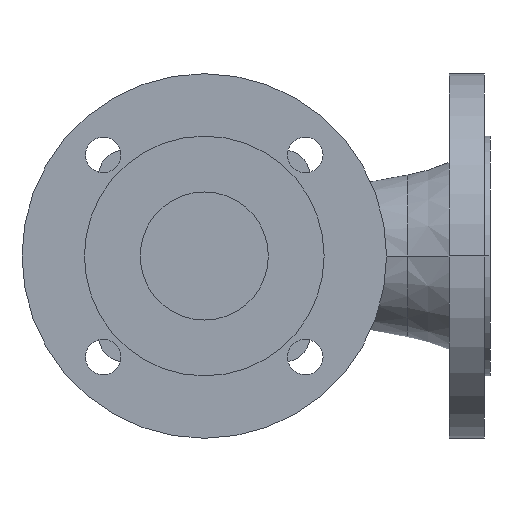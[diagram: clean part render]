
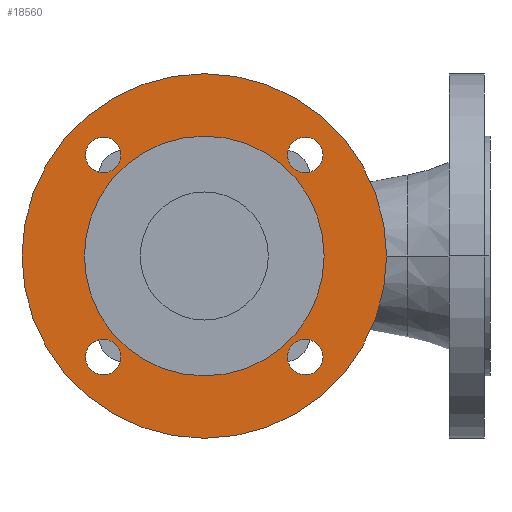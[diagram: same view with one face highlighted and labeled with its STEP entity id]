
A CAD part, front view. The second image highlights one B-rep face of the part: STEP entity #18560.
In plain terms, the highlighted planar face has unit normal (0, -1, 0).
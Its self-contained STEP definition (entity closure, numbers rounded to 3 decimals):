
#2470=CARTESIAN_POINT('',(60.85,3.,0.));
#2480=VERTEX_POINT('',#2470);
#2640=CARTESIAN_POINT('',(-60.85,3.,0.)
);
#2650=VERTEX_POINT('',#2640);
#2680=CARTESIAN_POINT('',(0.,3.,0.));
#2690=DIRECTION('',(0.,-1.,-0.));
#2700=DIRECTION('',(-1.,0.,0.));
#2710=AXIS2_PLACEMENT_3D('',#2680,#2690,#2700);
#2720=CIRCLE('',#2710,60.85);
#2730=EDGE_CURVE('',#2480,#2650,#2720,.T.);
#2870=CARTESIAN_POINT('',(92.5,3.,0.));
#2880=VERTEX_POINT('',#2870);
#2930=CARTESIAN_POINT('',(0.,3.,0.));
#2940=DIRECTION('',(0.,-1.,-0.));
#2950=DIRECTION('',(-1.,0.,0.));
#2960=AXIS2_PLACEMENT_3D('',#2930,#2940,#2950);
#2970=CIRCLE('',#2960,92.5);
#2980=CARTESIAN_POINT('',(-92.5,3.,0.))
;
#2990=VERTEX_POINT('',#2980);
#3000=EDGE_CURVE('',#2880,#2990,#2970,.T.);
#10170=CARTESIAN_POINT('',(42.265,3.,
-51.265));
#10180=VERTEX_POINT('',#10170);
#10340=CARTESIAN_POINT('',(60.265,3.,
-51.265));
#10350=VERTEX_POINT('',#10340);
#10380=CARTESIAN_POINT('',(51.265,3.,
-51.265));
#10390=DIRECTION('',(-0.,1.,0.));
#10400=DIRECTION('',(1.,0.,0.));
#10410=AXIS2_PLACEMENT_3D('',#10380,#10390,#10400);
#10420=CIRCLE('',#10410,9.);
#10430=EDGE_CURVE('',#10350,#10180,#10420,.T.);
#10590=CARTESIAN_POINT('',(60.265,3.,51.265));
#10600=VERTEX_POINT('',#10590);
#10630=CARTESIAN_POINT('',(51.265,3.,
51.265));
#10640=DIRECTION('',(-0.,1.,0.));
#10650=DIRECTION('',(1.,0.,0.));
#10660=AXIS2_PLACEMENT_3D('',#10630,#10640,#10650);
#10670=CIRCLE('',#10660,9.);
#10680=CARTESIAN_POINT('',(42.265,3.,
51.265));
#10690=VERTEX_POINT('',#10680);
#10700=EDGE_CURVE('',#10600,#10690,#10670,.T.);
#11010=CARTESIAN_POINT('',(-60.265,3.,
51.265));
#11020=VERTEX_POINT('',#11010);
#11180=CARTESIAN_POINT('',(-42.265,3.,
51.265));
#11190=VERTEX_POINT('',#11180);
#11220=CARTESIAN_POINT('',(-51.265,3.,
51.265));
#11230=DIRECTION('',(-0.,1.,0.));
#11240=DIRECTION('',(1.,0.,0.));
#11250=AXIS2_PLACEMENT_3D('',#11220,#11230,#11240);
#11260=CIRCLE('',#11250,9.);
#11270=EDGE_CURVE('',#11190,#11020,#11260,.T.);
#11430=CARTESIAN_POINT('',(-42.265,3.,-51.265));
#11440=VERTEX_POINT('',#11430);
#11470=CARTESIAN_POINT('',(-51.265,3.,
-51.265));
#11480=DIRECTION('',(-0.,1.,0.));
#11490=DIRECTION('',(1.,0.,0.));
#11500=AXIS2_PLACEMENT_3D('',#11470,#11480,#11490);
#11510=CIRCLE('',#11500,9.);
#11520=CARTESIAN_POINT('',(-60.265,3.,
-51.265));
#11530=VERTEX_POINT('',#11520);
#11540=EDGE_CURVE('',#11440,#11530,#11510,.T.);
#18210=CARTESIAN_POINT('',(-76.675,3.,
0.));
#18220=DIRECTION('',(0.,-1.,-0.));
#18230=DIRECTION('',(-1.,0.,0.));
#18240=AXIS2_PLACEMENT_3D('',#18210,#18220,#18230);
#18250=PLANE('',#18240);
#18260=ORIENTED_EDGE('',*,*,#11540,.T.);
#18270=EDGE_CURVE('',#11530,#11440,#11510,.T.);
#18280=ORIENTED_EDGE('',*,*,#18270,.T.);
#18290=EDGE_LOOP('',(#18280,#18260));
#18300=FACE_BOUND('',#18290,.T.);
#18310=EDGE_CURVE('',#11020,#11190,#11260,.T.);
#18320=ORIENTED_EDGE('',*,*,#18310,.T.);
#18330=ORIENTED_EDGE('',*,*,#11270,.T.);
#18340=EDGE_LOOP('',(#18330,#18320));
#18350=FACE_BOUND('',#18340,.T.);
#18360=ORIENTED_EDGE('',*,*,#10700,.T.);
#18370=EDGE_CURVE('',#10690,#10600,#10670,.T.);
#18380=ORIENTED_EDGE('',*,*,#18370,.T.);
#18390=EDGE_LOOP('',(#18380,#18360));
#18400=FACE_BOUND('',#18390,.T.);
#18410=EDGE_CURVE('',#10180,#10350,#10420,.T.);
#18420=ORIENTED_EDGE('',*,*,#18410,.T.);
#18430=ORIENTED_EDGE('',*,*,#10430,.T.);
#18440=EDGE_LOOP('',(#18430,#18420));
#18450=FACE_BOUND('',#18440,.T.);
#18460=EDGE_CURVE('',#2650,#2480,#2720,.T.);
#18470=ORIENTED_EDGE('',*,*,#18460,.F.);
#18480=ORIENTED_EDGE('',*,*,#2730,.F.);
#18490=EDGE_LOOP('',(#18480,#18470));
#18500=FACE_BOUND('',#18490,.T.);
#18510=EDGE_CURVE('',#2990,#2880,#2970,.T.);
#18520=ORIENTED_EDGE('',*,*,#18510,.T.);
#18530=ORIENTED_EDGE('',*,*,#3000,.T.);
#18540=EDGE_LOOP('',(#18530,#18520));
#18550=FACE_OUTER_BOUND('',#18540,.T.);
#18560=ADVANCED_FACE('',(#18300,#18350,#18400,#18450,#18500,#18550),
#18250,.T.);
